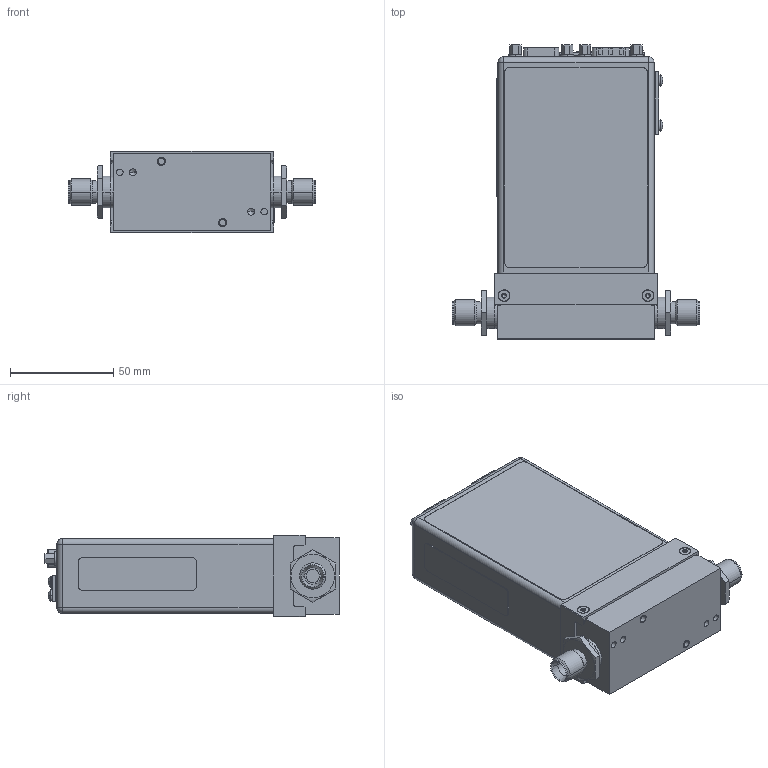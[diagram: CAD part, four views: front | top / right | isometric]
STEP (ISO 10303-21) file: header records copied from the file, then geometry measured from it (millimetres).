
FILE_DESCRIPTION((''),'2;1');
FILE_NAME('IM50A_4VCR_PROFIBUS_ASM','2013-10-24T',('cockrofm'),('MKS Instruments, Inc.'),'PRO/ENGINEER BY PARAMETRIC TECHNOLOGY CORPORATION, 2009060','PRO/ENGINEER BY PARAMETRIC TECHNOLOGY CORPORATION, 2009060','');
FILE_SCHEMA(('AUTOMOTIVE_DESIGN { 1 2 10303 214 0 1 1 1 }'));
Length unit declared in the file: inch
Products named in the file (20): 1048375_DUMMY_BLANK; 1051209; 1048244_FLANGE; 1050068_ENCLOSURE; 1050067_WELDMENT_ASM; 1050064_9-PIN_CONN_FEMALE; 1050063_9-PIN_CONN_MALE; 1048642_STANDOFF_4-40; 1046660_FOR_SWITCHES; 1050727_PLATE_COVER; 1051195-001; 1046660_FOR_RJ45; 1046661_PLATE_COVER; 1048485_LABEL; 1048486_LABEL_REAR; 119937-P9_LARGE-SINGLE; 1050983_LABEL_SWITCHES; 1050982_LABEL_TOP_PROFIBUS; 1051894_FITTING-8MM; IM50A_4VCR_PROFIBUS_ASM
Assembly tree (35 placements, depth 3):
  IM50A_4VCR_PROFIBUS_ASM
    1048375_DUMMY_BLANK
    1051209  x4
    1050067_WELDMENT_ASM
      1048244_FLANGE
      1050068_ENCLOSURE
    1050064_9-PIN_CONN_FEMALE
    1050063_9-PIN_CONN_MALE
    1048642_STANDOFF_4-40  x8
    1046660_FOR_SWITCHES
    1050727_PLATE_COVER
    1051195-001  x6
    1046660_FOR_RJ45
    1046661_PLATE_COVER
    1048485_LABEL
    1048486_LABEL_REAR
    119937-P9_LARGE-SINGLE
    1050983_LABEL_SWITCHES
    1050982_LABEL_TOP_PROFIBUS
    1051894_FITTING-8MM  x2
Bounding box: 119.99 x 142.32 x 39.47 mm (x, y, z)
Volume: 108972.2 mm3; surface area: 117758.5 mm2
Topology: 40 solids, 42 shells, 2005 faces, 4899 edges, 3010 vertices
Faces by surface type: plane 940, cylinder 581, cone 188, bspline 134, torus 94, extrusion 48, sphere 20
Entity records: 55041 total; most frequent: CARTESIAN_POINT 10516, DIRECTION 6738, ORIENTED_EDGE 6626, EDGE_CURVE 3317, PRESENTATION_STYLE_ASSIGNMENT 3126, STYLED_ITEM 2832, CURVE_STYLE 2815, AXIS2_PLACEMENT_3D 2252
